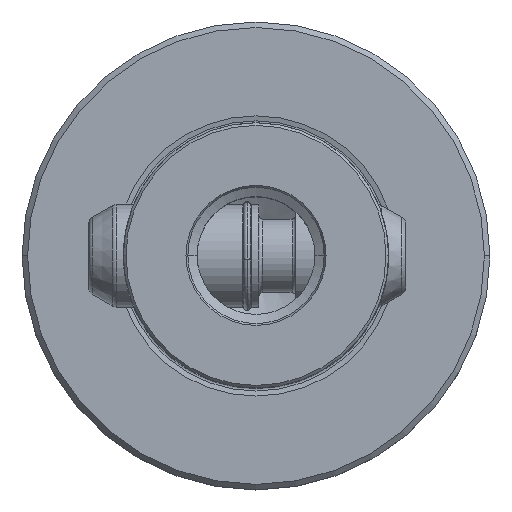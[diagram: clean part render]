
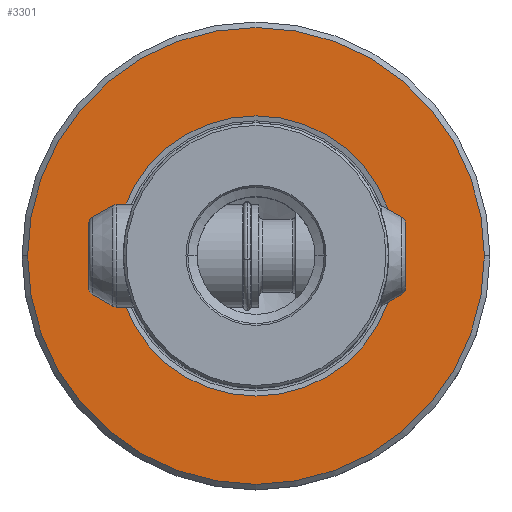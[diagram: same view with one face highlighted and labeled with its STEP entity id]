
A CAD part, top view. The second image highlights one B-rep face of the part: STEP entity #3301.
In plain terms, the highlighted planar face has unit normal (0, 0, 1).
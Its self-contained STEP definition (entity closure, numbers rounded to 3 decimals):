
#2377=VERTEX_POINT('NONE',#6239);
#2443=VERTEX_POINT('NONE',#6311);
#2723=VERTEX_POINT('NONE',#6620);
#3301=ADVANCED_FACE('NONE',(#7257,#7258),#7259,.T.);
#4635=EDGE_CURVE('NONE',#2723,#4779,#8737,.T.);
#4779=VERTEX_POINT('NONE',#8895);
#5015=EDGE_CURVE('NONE',#2443,#2377,#9157,.T.);
#5203=EDGE_CURVE('NONE',#2377,#2443,#9367,.T.);
#5251=EDGE_CURVE('NONE',#4779,#2723,#9422,.F.);
#6239=CARTESIAN_POINT('',(31.0,0.,0.0));
#6311=CARTESIAN_POINT('',(-31.0,0.,0.0));
#6620=CARTESIAN_POINT('',(19.012,0.,0.0));
#7257=FACE_OUTER_BOUND('',#34219,.T.);
#7258=FACE_BOUND('',#34220,.T.);
#7259=PLANE('',#34221);
#8737=CIRCLE('',#53968,19.012);
#8895=CARTESIAN_POINT('',(-19.012,0.,0.0));
#9157=CIRCLE('',#57800,31.0);
#9367=CIRCLE('',#58803,31.0);
#9422=CIRCLE('',#59564,19.012);
#34219=EDGE_LOOP('',(#68715,#68716));
#34220=EDGE_LOOP('',(#68717,#68718));
#34221=AXIS2_PLACEMENT_3D('',#68719,#68720,#68721);
#53968=AXIS2_PLACEMENT_3D('',#70429,#70430,#70431);
#57800=AXIS2_PLACEMENT_3D('',#70908,#70909,#70910);
#58803=AXIS2_PLACEMENT_3D('',#71160,#71161,#71162);
#59564=AXIS2_PLACEMENT_3D('',#71251,#71252,#71253);
#68715=ORIENTED_EDGE('',*,*,#5015,.F.);
#68716=ORIENTED_EDGE('',*,*,#5203,.F.);
#68717=ORIENTED_EDGE('',*,*,#4635,.F.);
#68718=ORIENTED_EDGE('',*,*,#5251,.F.);
#68719=CARTESIAN_POINT('',(-18.0,0.0,0.0));
#68720=DIRECTION('',(-0.0,0.0,1.0));
#68721=DIRECTION('',(0.0,1.0,0.0));
#70429=CARTESIAN_POINT('',(0.0,0.0,0.0));
#70430=DIRECTION('',(-0.0,0.0,1.0));
#70431=DIRECTION('',(1.0,0.,0.0));
#70908=CARTESIAN_POINT('',(0.0,0.0,0.0));
#70909=DIRECTION('',(0.0,0.0,-1.0));
#70910=DIRECTION('',(-1.0,0.,0.0));
#71160=CARTESIAN_POINT('',(0.0,0.0,0.0));
#71161=DIRECTION('',(0.0,0.0,-1.0));
#71162=DIRECTION('',(-1.0,0.,0.0));
#71251=CARTESIAN_POINT('',(0.0,0.0,0.0));
#71252=DIRECTION('',(0.0,0.0,-1.0));
#71253=DIRECTION('',(1.0,0.,0.0));
